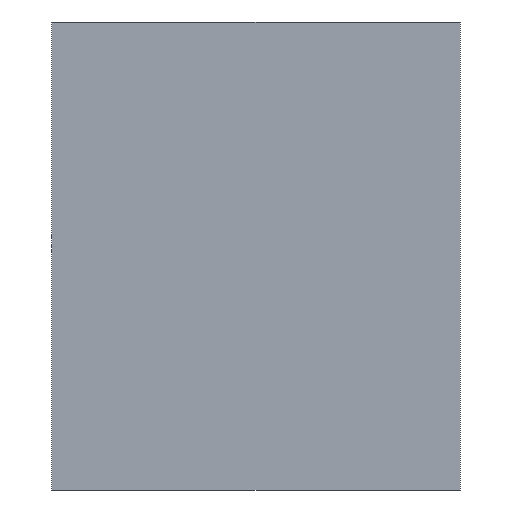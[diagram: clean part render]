
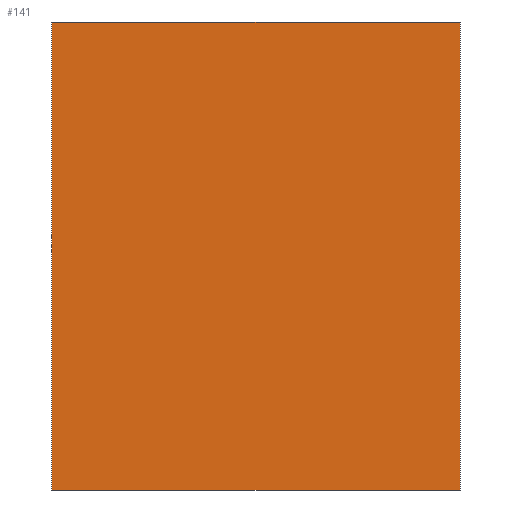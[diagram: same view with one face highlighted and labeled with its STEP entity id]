
A CAD part, front view. The second image highlights one B-rep face of the part: STEP entity #141.
In plain terms, the highlighted planar face has unit normal (0, -1, 0).
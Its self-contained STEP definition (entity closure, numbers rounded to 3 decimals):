
#22=PLANE('',#167);
#30=FACE_OUTER_BOUND('',#39,.T.);
#39=EDGE_LOOP('',(#129,#130,#131,#132));
#41=LINE('',#222,#54);
#45=LINE('',#230,#58);
#48=LINE('',#236,#61);
#51=LINE('',#241,#64);
#54=VECTOR('',#185,10.);
#58=VECTOR('',#191,10.);
#61=VECTOR('',#196,10.);
#64=VECTOR('',#201,10.);
#74=VERTEX_POINT('',#220);
#75=VERTEX_POINT('',#221);
#78=VERTEX_POINT('',#229);
#80=VERTEX_POINT('',#235);
#87=EDGE_CURVE('',#74,#75,#41,.T.);
#91=EDGE_CURVE('',#75,#78,#45,.T.);
#94=EDGE_CURVE('',#78,#80,#48,.T.);
#97=EDGE_CURVE('',#80,#74,#51,.T.);
#129=ORIENTED_EDGE('',*,*,#97,.T.);
#130=ORIENTED_EDGE('',*,*,#87,.T.);
#131=ORIENTED_EDGE('',*,*,#91,.T.);
#132=ORIENTED_EDGE('',*,*,#94,.T.);
#141=ADVANCED_FACE('',(#30),#22,.F.);
#167=AXIS2_PLACEMENT_3D('',#244,#205,#206);
#185=DIRECTION('',(0.,0.,-1.));
#191=DIRECTION('',(1.,0.,0.));
#196=DIRECTION('',(0.,0.,1.));
#201=DIRECTION('',(-1.,0.,0.));
#205=DIRECTION('center_axis',(0.,1.,0.));
#206=DIRECTION('ref_axis',(1.,0.,0.));
#220=CARTESIAN_POINT('',(-2.575,0.,2.95));
#221=CARTESIAN_POINT('',(-2.575,0.,-2.95));
#222=CARTESIAN_POINT('',(-2.575,0.,3.08));
#229=CARTESIAN_POINT('',(2.575,0.,-2.95));
#230=CARTESIAN_POINT('',(-2.575,0.,-2.95));
#235=CARTESIAN_POINT('',(2.575,0.,2.95));
#236=CARTESIAN_POINT('',(2.575,0.,-2.95));
#241=CARTESIAN_POINT('',(-1.288,0.,2.95));
#244=CARTESIAN_POINT('Origin',(0.,0.,0.065));
